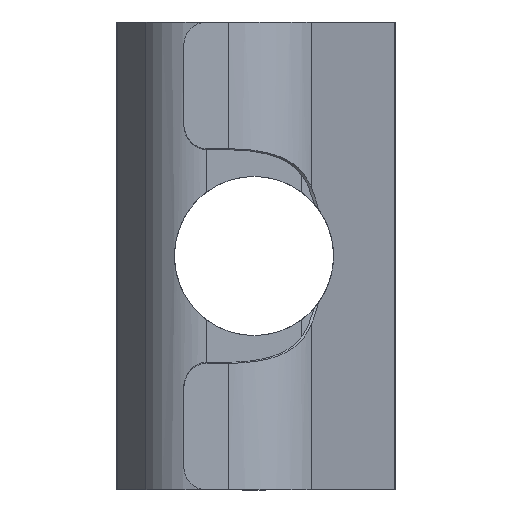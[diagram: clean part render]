
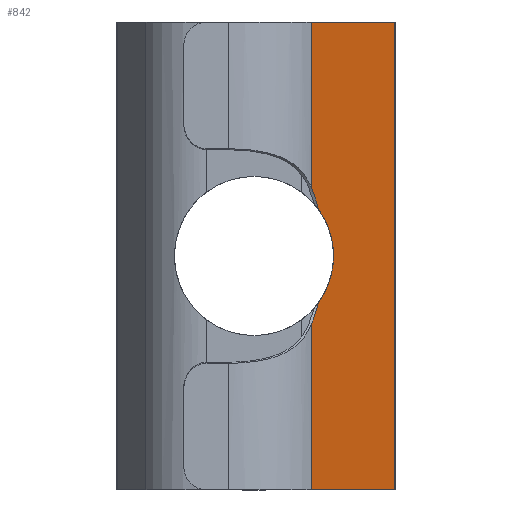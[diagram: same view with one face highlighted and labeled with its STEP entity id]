
A CAD part, front view. The second image highlights one B-rep face of the part: STEP entity #842.
In plain terms, the highlighted planar face has unit normal (0.866, -0.5, 0).
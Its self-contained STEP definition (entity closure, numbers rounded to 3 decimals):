
#11 = CARTESIAN_POINT ( 'NONE',  ( 2.573, -6.736, 12.637 ) ) ;
#25 = CARTESIAN_POINT ( 'NONE',  ( 2.573, -6.736, 7.363 ) ) ;
#32 = EDGE_CURVE ( 'NONE', #1156, #1177, #565, .T. ) ;
#52 =( BOUNDED_CURVE ( )  B_SPLINE_CURVE ( 3, ( #194, #724, #1587, #1334 ),
 .UNSPECIFIED., .F., .F. ) 
 B_SPLINE_CURVE_WITH_KNOTS ( ( 4, 4 ),
 ( 5.66, 6.907 ),
 .UNSPECIFIED. ) 
 CURVE ( )  GEOMETRIC_REPRESENTATION_ITEM ( )  RATIONAL_B_SPLINE_CURVE ( ( 1., 0.875, 0.875, 1. ) ) 
 REPRESENTATION_ITEM ( '' )  );
#161 = LINE ( 'NONE', #1179, #1301 ) ;
#194 = CARTESIAN_POINT ( 'NONE',  ( 2.761, -6.411, 8.015 ) ) ;
#199 = CARTESIAN_POINT ( 'NONE',  ( 2.449, -6.95, 20. ) ) ;
#218 = ORIENTED_EDGE ( 'NONE', *, *, #1004, .F. ) ;
#230 = EDGE_CURVE ( 'NONE', #1307, #927, #993, .T. ) ;
#265 = CARTESIAN_POINT ( 'NONE',  ( 2.761, -6.411, 11.985 ) ) ;
#326 = ORIENTED_EDGE ( 'NONE', *, *, #230, .F. ) ;
#378 = LINE ( 'NONE', #984, #590 ) ;
#403 = CARTESIAN_POINT ( 'NONE',  ( 2.677, -6.556, 7.68 ) ) ;
#422 = EDGE_LOOP ( 'NONE', ( #1474, #653, #950, #773, #218, #666, #464, #326 ) ) ;
#433 = DIRECTION ( 'NONE',  ( -0.5, -0.866, 0. ) ) ;
#434 = DIRECTION ( 'NONE',  ( -0.5, -0.866, 0. ) ) ;
#444 = VERTEX_POINT ( 'NONE', #1369 ) ;
#452 = CARTESIAN_POINT ( 'NONE',  ( 2.449, -6.95, 0. ) ) ;
#464 = ORIENTED_EDGE ( 'NONE', *, *, #827, .F. ) ;
#565 =( BOUNDED_CURVE ( )  B_SPLINE_CURVE ( 3, ( #754, #11, #999, #265 ),
 .UNSPECIFIED., .F., .F. ) 
 B_SPLINE_CURVE_WITH_KNOTS ( ( 4, 4 ),
 ( 5.657, 5.875 ),
 .UNSPECIFIED. ) 
 CURVE ( )  GEOMETRIC_REPRESENTATION_ITEM ( )  RATIONAL_B_SPLINE_CURVE ( ( 1., 0.996, 0.996, 1. ) ) 
 REPRESENTATION_ITEM ( '' )  );
#590 = VECTOR ( 'NONE', #1565, 1000. ) ;
#653 = ORIENTED_EDGE ( 'NONE', *, *, #1316, .F. ) ;
#666 = ORIENTED_EDGE ( 'NONE', *, *, #672, .T. ) ;
#672 = EDGE_CURVE ( 'NONE', #1384, #444, #1272, .T. ) ;
#724 = CARTESIAN_POINT ( 'NONE',  ( 3.644, -4.881, 9.244 ) ) ;
#754 = CARTESIAN_POINT ( 'NONE',  ( 2.449, -6.95, 12.932 ) ) ;
#773 = ORIENTED_EDGE ( 'NONE', *, *, #32, .T. ) ;
#822 = DIRECTION ( 'NONE',  ( 0., 0., 1. ) ) ;
#827 = EDGE_CURVE ( 'NONE', #927, #444, #1209, .T. ) ;
#842 = ADVANCED_FACE ( 'NONE', ( #1123 ), #1025, .F. ) ;
#927 = VERTEX_POINT ( 'NONE', #452 ) ;
#933 = DIRECTION ( 'NONE',  ( 0.5, 0.866, 0. ) ) ;
#939 = VERTEX_POINT ( 'NONE', #199 ) ;
#950 = ORIENTED_EDGE ( 'NONE', *, *, #1281, .F. ) ;
#970 = VECTOR ( 'NONE', #434, 1000. ) ;
#984 = CARTESIAN_POINT ( 'NONE',  ( 6., -0.8, 20. ) ) ;
#993 = LINE ( 'NONE', #1554, #970 ) ;
#999 = CARTESIAN_POINT ( 'NONE',  ( 2.677, -6.556, 12.32 ) ) ;
#1004 = EDGE_CURVE ( 'NONE', #1384, #1177, #52, .T. ) ;
#1022 = CARTESIAN_POINT ( 'NONE',  ( 2.449, -6.95, 7.068 ) ) ;
#1025 = PLANE ( 'NONE',  #1147 ) ;
#1037 = DIRECTION ( 'NONE',  ( 0., 0., 1. ) ) ;
#1039 = CARTESIAN_POINT ( 'NONE',  ( 2.449, -6.95, 20. ) ) ;
#1117 = CARTESIAN_POINT ( 'NONE',  ( 2.449, -6.95, 12.932 ) ) ;
#1123 = FACE_OUTER_BOUND ( 'NONE', #422, .T. ) ;
#1147 = AXIS2_PLACEMENT_3D ( 'NONE', #1536, #1285, #433 ) ;
#1156 = VERTEX_POINT ( 'NONE', #1117 ) ;
#1164 = CARTESIAN_POINT ( 'NONE',  ( 6., -0.8, 20. ) ) ;
#1177 = VERTEX_POINT ( 'NONE', #1250 ) ;
#1179 = CARTESIAN_POINT ( 'NONE',  ( 6.087, -0.65, 20. ) ) ;
#1206 = CARTESIAN_POINT ( 'NONE',  ( 2.761, -6.411, 8.015 ) ) ;
#1209 = LINE ( 'NONE', #1411, #1618 ) ;
#1227 = VECTOR ( 'NONE', #822, 1000. ) ;
#1229 = EDGE_CURVE ( 'NONE', #1289, #1307, #378, .T. ) ;
#1250 = CARTESIAN_POINT ( 'NONE',  ( 2.761, -6.411, 11.985 ) ) ;
#1272 =( BOUNDED_CURVE ( )  B_SPLINE_CURVE ( 3, ( #1512, #403, #25, #1022 ),
 .UNSPECIFIED., .F., .T. ) 
 B_SPLINE_CURVE_WITH_KNOTS ( ( 4, 4 ),
 ( 0.408, 0.627 ),
 .UNSPECIFIED. ) 
 CURVE ( )  GEOMETRIC_REPRESENTATION_ITEM ( )  RATIONAL_B_SPLINE_CURVE ( ( 1., 0.996, 0.996, 1. ) ) 
 REPRESENTATION_ITEM ( '' )  );
#1281 = EDGE_CURVE ( 'NONE', #1156, #939, #1558, .T. ) ;
#1285 = DIRECTION ( 'NONE',  ( -0.866, 0.5, 0. ) ) ;
#1289 = VERTEX_POINT ( 'NONE', #1164 ) ;
#1301 = VECTOR ( 'NONE', #933, 1000. ) ;
#1307 = VERTEX_POINT ( 'NONE', #1424 ) ;
#1316 = EDGE_CURVE ( 'NONE', #939, #1289, #161, .T. ) ;
#1334 = CARTESIAN_POINT ( 'NONE',  ( 2.761, -6.411, 11.985 ) ) ;
#1369 = CARTESIAN_POINT ( 'NONE',  ( 2.449, -6.95, 7.068 ) ) ;
#1384 = VERTEX_POINT ( 'NONE', #1206 ) ;
#1411 = CARTESIAN_POINT ( 'NONE',  ( 2.449, -6.95, 20. ) ) ;
#1424 = CARTESIAN_POINT ( 'NONE',  ( 6., -0.8, 0. ) ) ;
#1474 = ORIENTED_EDGE ( 'NONE', *, *, #1229, .F. ) ;
#1512 = CARTESIAN_POINT ( 'NONE',  ( 2.761, -6.411, 8.015 ) ) ;
#1536 = CARTESIAN_POINT ( 'NONE',  ( 6.087, -0.65, 20. ) ) ;
#1554 = CARTESIAN_POINT ( 'NONE',  ( 6.087, -0.65, 0. ) ) ;
#1558 = LINE ( 'NONE', #1039, #1227 ) ;
#1565 = DIRECTION ( 'NONE',  ( 0., 0., -1. ) ) ;
#1587 = CARTESIAN_POINT ( 'NONE',  ( 3.644, -4.881, 10.756 ) ) ;
#1618 = VECTOR ( 'NONE', #1037, 1000. ) ;
